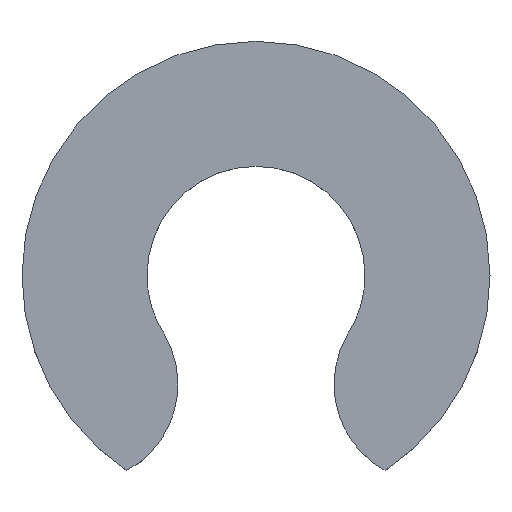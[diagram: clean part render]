
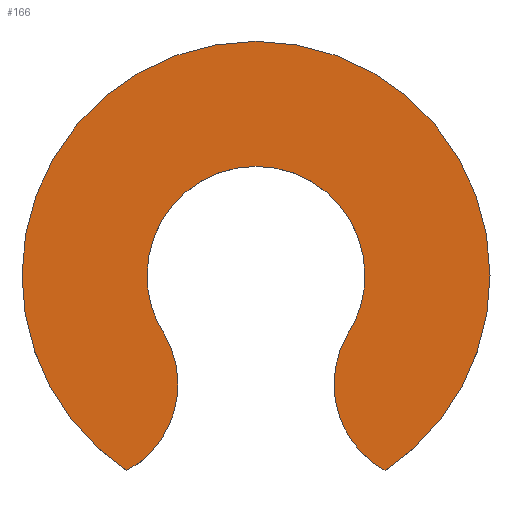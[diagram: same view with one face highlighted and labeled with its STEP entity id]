
A CAD part, top view. The second image highlights one B-rep face of the part: STEP entity #166.
In plain terms, the highlighted planar face has unit normal (0, 0, 1).
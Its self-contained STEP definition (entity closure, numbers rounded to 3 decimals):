
#3 = CARTESIAN_POINT ( 'NONE',  ( 9.5, 0., 1.4 ) ) ;
#6 = CARTESIAN_POINT ( 'NONE',  ( 0., 0., 1.4 ) ) ;
#11 = ORIENTED_EDGE ( 'NONE', *, *, #188, .F. ) ;
#12 = CARTESIAN_POINT ( 'NONE',  ( 4.425, 0., 1.4 ) ) ;
#23 = CIRCLE ( 'NONE', #255, 9.5 ) ;
#25 = CARTESIAN_POINT ( 'NONE',  ( 0., 0., 1.4 ) ) ;
#27 = DIRECTION ( 'NONE',  ( 1., 0., 0. ) ) ;
#29 = CIRCLE ( 'NONE', #270, 4.425 ) ;
#33 = CARTESIAN_POINT ( 'NONE',  ( -7.168, -4.421, 1.4 ) ) ;
#40 = CARTESIAN_POINT ( 'NONE',  ( 0., 0., 1.4 ) ) ;
#42 = VERTEX_POINT ( 'NONE', #189 ) ;
#57 = ORIENTED_EDGE ( 'NONE', *, *, #403, .T. ) ;
#59 = AXIS2_PLACEMENT_3D ( 'NONE', #256, #224, #127 ) ;
#63 = DIRECTION ( 'NONE',  ( 0., 0., -1. ) ) ;
#65 = DIRECTION ( 'NONE',  ( 0., 0., 1. ) ) ;
#73 = CARTESIAN_POINT ( 'NONE',  ( 0., 0., 1.4 ) ) ;
#75 = VERTEX_POINT ( 'NONE', #163 ) ;
#77 = CIRCLE ( 'NONE', #59, 4.425 ) ;
#78 = DIRECTION ( 'NONE',  ( 0., 0., 1. ) ) ;
#84 = AXIS2_PLACEMENT_3D ( 'NONE', #241, #78, #409 ) ;
#86 = ORIENTED_EDGE ( 'NONE', *, *, #343, .T. ) ;
#96 = DIRECTION ( 'NONE',  ( 1., 0., 0. ) ) ;
#102 = CARTESIAN_POINT ( 'NONE',  ( 3.701, -2.425, 1.4 ) ) ;
#109 = EDGE_CURVE ( 'NONE', #317, #400, #29, .T. ) ;
#110 = VERTEX_POINT ( 'NONE', #261 ) ;
#117 = CARTESIAN_POINT ( 'NONE',  ( 3.168, -4.421, 1.4 ) ) ;
#127 = DIRECTION ( 'NONE',  ( 1., 0., 0. ) ) ;
#129 = EDGE_CURVE ( 'NONE', #150, #141, #333, .T. ) ;
#139 = DIRECTION ( 'NONE',  ( 0., 0., 1. ) ) ;
#141 = VERTEX_POINT ( 'NONE', #235 ) ;
#150 = VERTEX_POINT ( 'NONE', #3 ) ;
#162 = DIRECTION ( 'NONE',  ( 0., 0., 1. ) ) ;
#163 = CARTESIAN_POINT ( 'NONE',  ( -4.425, 0., 1.4 ) ) ;
#166 = ADVANCED_FACE ( 'NONE', ( #198 ), #285, .T. ) ;
#171 = DIRECTION ( 'NONE',  ( 1., 0., 0. ) ) ;
#172 = DIRECTION ( 'NONE',  ( 0., 0., 1. ) ) ;
#188 = EDGE_CURVE ( 'NONE', #75, #110, #399, .T. ) ;
#189 = CARTESIAN_POINT ( 'NONE',  ( 5.239, -7.925, 1.4 ) ) ;
#191 = VERTEX_POINT ( 'NONE', #386 ) ;
#196 = CARTESIAN_POINT ( 'NONE',  ( 7.168, -4.421, 1.4 ) ) ;
#198 = FACE_OUTER_BOUND ( 'NONE', #350, .T. ) ;
#200 = CIRCLE ( 'NONE', #393, 4. ) ;
#211 = EDGE_CURVE ( 'NONE', #42, #401, #383, .T. ) ;
#221 = CARTESIAN_POINT ( 'NONE',  ( 7.168, -4.421, 1.4 ) ) ;
#224 = DIRECTION ( 'NONE',  ( 0., 0., 1. ) ) ;
#229 = AXIS2_PLACEMENT_3D ( 'NONE', #332, #65, #417 ) ;
#235 = CARTESIAN_POINT ( 'NONE',  ( -9.5, 0., 1.4 ) ) ;
#239 = AXIS2_PLACEMENT_3D ( 'NONE', #40, #172, #335 ) ;
#241 = CARTESIAN_POINT ( 'NONE',  ( 0., 0., 1.4 ) ) ;
#250 = EDGE_CURVE ( 'NONE', #400, #75, #77, .T. ) ;
#255 = AXIS2_PLACEMENT_3D ( 'NONE', #25, #162, #294 ) ;
#256 = CARTESIAN_POINT ( 'NONE',  ( 0., 0., 1.4 ) ) ;
#259 = EDGE_CURVE ( 'NONE', #401, #317, #200, .T. ) ;
#261 = CARTESIAN_POINT ( 'NONE',  ( -3.701, -2.425, 1.4 ) ) ;
#263 = AXIS2_PLACEMENT_3D ( 'NONE', #6, #139, #293 ) ;
#270 = AXIS2_PLACEMENT_3D ( 'NONE', #73, #387, #171 ) ;
#278 = CIRCLE ( 'NONE', #84, 9.5 ) ;
#281 = ORIENTED_EDGE ( 'NONE', *, *, #211, .F. ) ;
#285 = PLANE ( 'NONE',  #229 ) ;
#290 = DIRECTION ( 'NONE',  ( 0., 0., -1. ) ) ;
#292 = DIRECTION ( 'NONE',  ( 0., 0., 1. ) ) ;
#293 = DIRECTION ( 'NONE',  ( 1., 0., 0. ) ) ;
#294 = DIRECTION ( 'NONE',  ( 1., 0., 0. ) ) ;
#297 = CIRCLE ( 'NONE', #349, 4. ) ;
#301 = ORIENTED_EDGE ( 'NONE', *, *, #250, .F. ) ;
#306 = ORIENTED_EDGE ( 'NONE', *, *, #129, .T. ) ;
#317 = VERTEX_POINT ( 'NONE', #102 ) ;
#332 = CARTESIAN_POINT ( 'NONE',  ( 0., 0., 1.4 ) ) ;
#333 = CIRCLE ( 'NONE', #263, 9.5 ) ;
#335 = DIRECTION ( 'NONE',  ( 1., 0., 0. ) ) ;
#336 = EDGE_CURVE ( 'NONE', #42, #150, #23, .T. ) ;
#339 = AXIS2_PLACEMENT_3D ( 'NONE', #221, #63, #363 ) ;
#343 = EDGE_CURVE ( 'NONE', #191, #110, #297, .T. ) ;
#349 = AXIS2_PLACEMENT_3D ( 'NONE', #33, #292, #27 ) ;
#350 = EDGE_LOOP ( 'NONE', ( #281, #415, #306, #57, #86, #11, #301, #374, #378 ) ) ;
#363 = DIRECTION ( 'NONE',  ( 1., 0., 0. ) ) ;
#374 = ORIENTED_EDGE ( 'NONE', *, *, #109, .F. ) ;
#378 = ORIENTED_EDGE ( 'NONE', *, *, #259, .F. ) ;
#383 = CIRCLE ( 'NONE', #339, 4. ) ;
#386 = CARTESIAN_POINT ( 'NONE',  ( -5.239, -7.925, 1.4 ) ) ;
#387 = DIRECTION ( 'NONE',  ( 0., 0., 1. ) ) ;
#393 = AXIS2_PLACEMENT_3D ( 'NONE', #196, #290, #96 ) ;
#399 = CIRCLE ( 'NONE', #239, 4.425 ) ;
#400 = VERTEX_POINT ( 'NONE', #12 ) ;
#401 = VERTEX_POINT ( 'NONE', #117 ) ;
#403 = EDGE_CURVE ( 'NONE', #141, #191, #278, .T. ) ;
#409 = DIRECTION ( 'NONE',  ( 1., 0., 0. ) ) ;
#415 = ORIENTED_EDGE ( 'NONE', *, *, #336, .T. ) ;
#417 = DIRECTION ( 'NONE',  ( 1., 0., 0. ) ) ;
